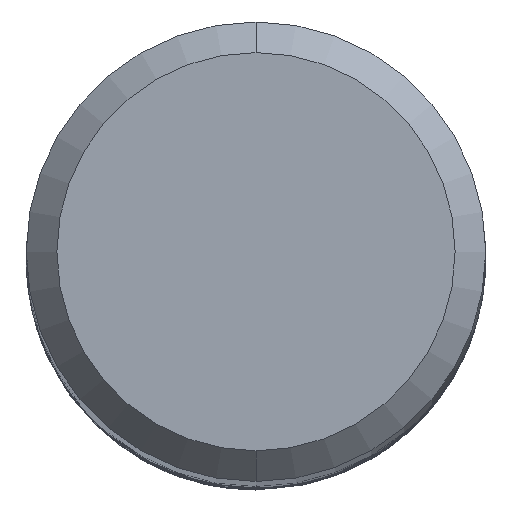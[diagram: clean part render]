
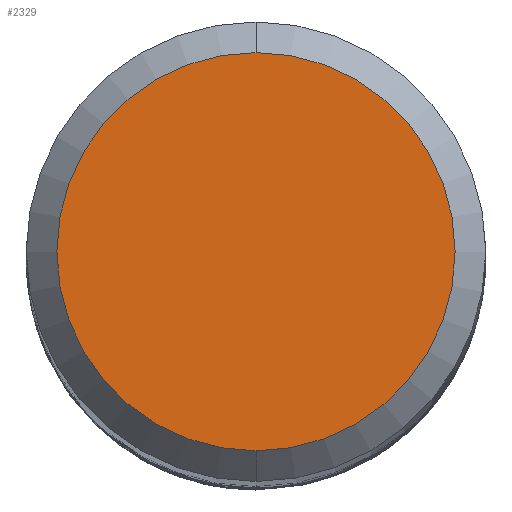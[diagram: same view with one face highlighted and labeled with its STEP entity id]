
A CAD part, top view. The second image highlights one B-rep face of the part: STEP entity #2329.
In plain terms, the highlighted planar face has unit normal (0, 0, 1).
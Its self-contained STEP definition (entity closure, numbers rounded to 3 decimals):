
#1927=VERTEX_POINT('',#4054);
#2329=ADVANCED_FACE('',(#4488),#4489,.T.);
#2539=EDGE_CURVE('',#1927,#2585,#4715,.T.);
#2549=EDGE_CURVE('',#2585,#1927,#4725,.T.);
#2585=VERTEX_POINT('',#4765);
#4054=CARTESIAN_POINT('',(0.0,2.6,0.0));
#4488=FACE_OUTER_BOUND('',#19624,.T.);
#4489=PLANE('',#19625);
#4715=CIRCLE('',#22516,2.6);
#4725=CIRCLE('',#22534,2.6);
#4765=CARTESIAN_POINT('',(0.,-2.6,0.0));
#19624=EDGE_LOOP('',(#30003,#30004));
#19625=AXIS2_PLACEMENT_3D('',#30005,#30006,#30007);
#22516=AXIS2_PLACEMENT_3D('',#30226,#30227,#30228);
#22534=AXIS2_PLACEMENT_3D('',#30232,#30233,#30234);
#30003=ORIENTED_EDGE('',*,*,#2539,.F.);
#30004=ORIENTED_EDGE('',*,*,#2549,.F.);
#30005=CARTESIAN_POINT('',(0.0,1.3,0.0));
#30006=DIRECTION('',(-0.0,0.0,1.0));
#30007=DIRECTION('',(0.0,-1.0,0.0));
#30226=CARTESIAN_POINT('',(0.0,0.0,0.0));
#30227=DIRECTION('',(0.0,0.0,-1.0));
#30228=DIRECTION('',(0.0,1.0,0.0));
#30232=CARTESIAN_POINT('',(0.0,0.0,0.0));
#30233=DIRECTION('',(0.0,0.0,-1.0));
#30234=DIRECTION('',(0.0,1.0,0.0));
